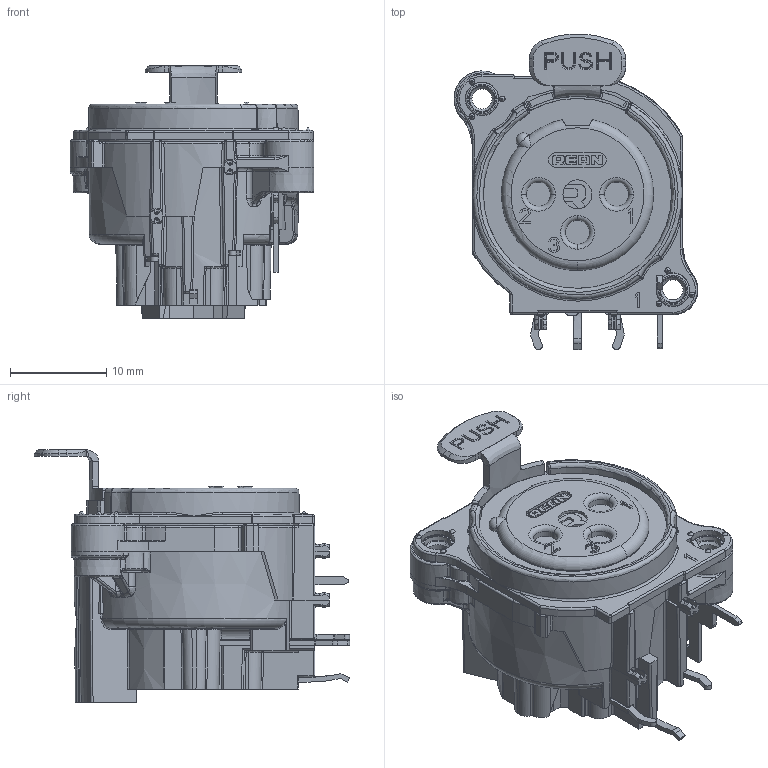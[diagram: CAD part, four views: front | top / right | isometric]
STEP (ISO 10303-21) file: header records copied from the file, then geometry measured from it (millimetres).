
FILE_DESCRIPTION((''),'2;1');
FILE_NAME('RRX3F-B-010-OK','2024-04-28T15:00:47',('summer.xia'),(''),'CREO PARAMETRIC BY PTC INC, 2023424','CREO PARAMETRIC BY PTC INC, 2023424','');
FILE_SCHEMA(('CONFIG_CONTROL_DESIGN'));
Products named in the file (1): RRX3F-B-010-OK
Bounding box: 25.3 x 32.7 x 26.2 mm (x, y, z)
Volume: 7464.6 mm3; surface area: 3897.1 mm2
Topology: 1 solids, 8 shells, 1661 faces, 4508 edges, 2815 vertices
Faces by surface type: plane 844, cylinder 374, bspline 145, torus 140, cone 82, sphere 54, extrusion 22
Entity records: 58376 total; most frequent: CARTESIAN_POINT 18285, ORIENTED_EDGE 8930, DIRECTION 7647, EDGE_CURVE 4465, VERTEX_POINT 2815, AXIS2_PLACEMENT_3D 2571, VECTOR 2505, LINE 2483
